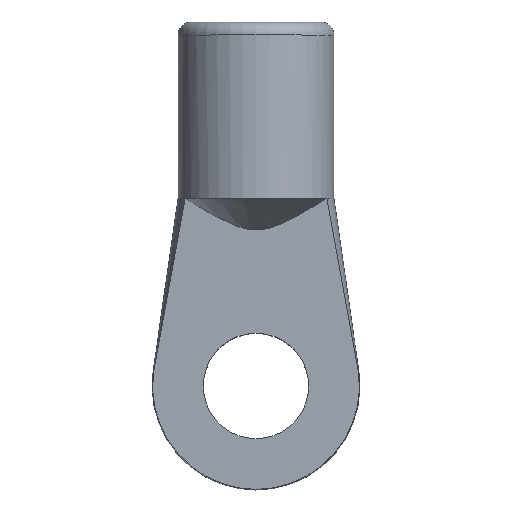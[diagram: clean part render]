
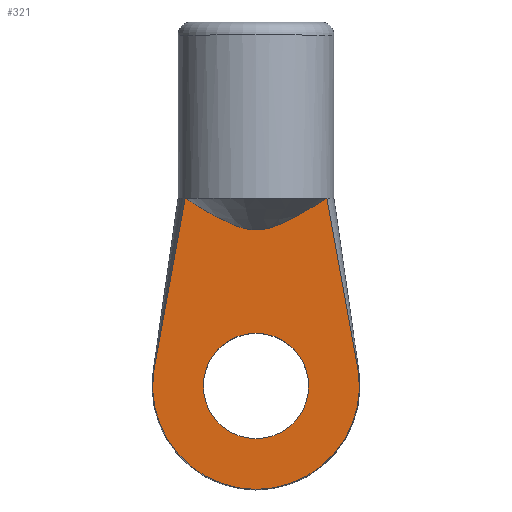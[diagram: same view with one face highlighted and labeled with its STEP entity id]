
A CAD part, top view. The second image highlights one B-rep face of the part: STEP entity #321.
In plain terms, the highlighted planar face has unit normal (0, 0, 1).
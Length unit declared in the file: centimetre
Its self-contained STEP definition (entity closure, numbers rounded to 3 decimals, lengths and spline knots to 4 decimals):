
#32=FACE_BOUND($,#73,.T.);
#45=FACE_OUTER_BOUND($,#72,.T.);
#72=EDGE_LOOP($,(#251,#252,#253,#254));
#73=EDGE_LOOP($,(#255));
#109=CIRCLE($,#364,0.7956);
#110=CIRCLE($,#365,0.405);
#116=(
BOUNDED_CURVE()
B_SPLINE_CURVE(2,(#531,#532,#533),.UNSPECIFIED.,.F.,.F.)
B_SPLINE_CURVE_WITH_KNOTS((3,3),(-1.4904,-0.0696),
 .UNSPECIFIED.)
CURVE()
GEOMETRIC_REPRESENTATION_ITEM()
RATIONAL_B_SPLINE_CURVE((1.168,2.803,1.168))
REPRESENTATION_ITEM($)
);
#130=LINE($,#577,#141);
#131=LINE($,#578,#142);
#141=VECTOR($,#436,1.3534);
#142=VECTOR($,#437,1.3534);
#157=VERTEX_POINT($,#529);
#158=VERTEX_POINT($,#530);
#170=VERTEX_POINT($,#574);
#171=VERTEX_POINT($,#575);
#172=VERTEX_POINT($,#579);
#187=EDGE_CURVE($,#157,#158,#116,.T.);
#203=EDGE_CURVE($,#170,#171,#109,.T.);
#204=EDGE_CURVE($,#171,#157,#130,.T.);
#205=EDGE_CURVE($,#158,#170,#131,.T.);
#206=EDGE_CURVE($,#172,#172,#110,.T.);
#251=ORIENTED_EDGE($,*,*,#203,.T.);
#252=ORIENTED_EDGE($,*,*,#204,.T.);
#253=ORIENTED_EDGE($,*,*,#187,.T.);
#254=ORIENTED_EDGE($,*,*,#205,.T.);
#255=ORIENTED_EDGE($,*,*,#206,.F.);
#309=PLANE($,#363);
#321=ADVANCED_FACE($,(#45,#32),#309,.F.);
#363=AXIS2_PLACEMENT_3D($,#573,#432,#433);
#364=AXIS2_PLACEMENT_3D($,#576,#434,#435);
#365=AXIS2_PLACEMENT_3D($,#580,#438,#439);
#432=DIRECTION('center_axis',(0.,0.,-1.));
#433=DIRECTION('ref_axis',(1.,0.,0.));
#434=DIRECTION('center_axis',(0.,0.,1.));
#435=DIRECTION('ref_axis',(1.,0.,0.));
#436=DIRECTION($,(-0.179,0.984,0.));
#437=DIRECTION($,(-0.179,-0.984,0.));
#438=DIRECTION('center_axis',(0.,0.,1.));
#439=DIRECTION('ref_axis',(1.,0.,0.));
#529=CARTESIAN_POINT('',(0.5454,-1.7013,0.25));
#530=CARTESIAN_POINT('',(-0.5454,-1.7013,0.25));
#531=CARTESIAN_POINT('Ctrl Pts',(0.5454,-1.7013,0.25));
#532=CARTESIAN_POINT('Ctrl Pts',(0.,-2.0485,
0.25));
#533=CARTESIAN_POINT('Ctrl Pts',(-0.5454,-1.7013,0.25));
#573=CARTESIAN_POINT('Origin',(0.,-3.1464,0.25));
#574=CARTESIAN_POINT('',(-0.7875,-3.0329,0.25));
#575=CARTESIAN_POINT('',(0.7875,-3.0329,0.25));
#576=CARTESIAN_POINT('Origin',(0.,-3.1464,0.25));
#577=CARTESIAN_POINT($,(0.7875,-3.0329,0.25));
#578=CARTESIAN_POINT($,(-0.5454,-1.7013,0.25));
#579=CARTESIAN_POINT('',(0.405,-3.1464,0.25));
#580=CARTESIAN_POINT('Origin',(0.,-3.1464,0.25));
